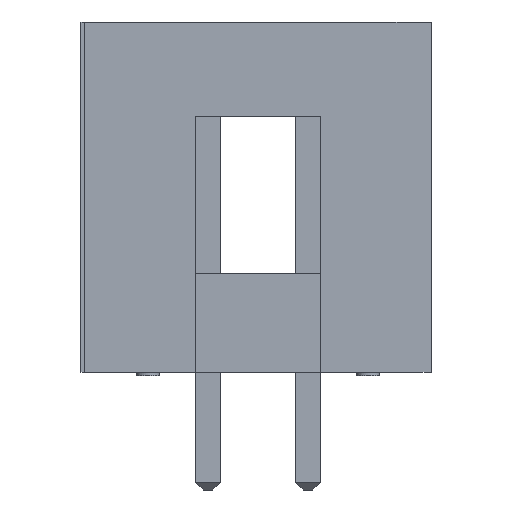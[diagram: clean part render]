
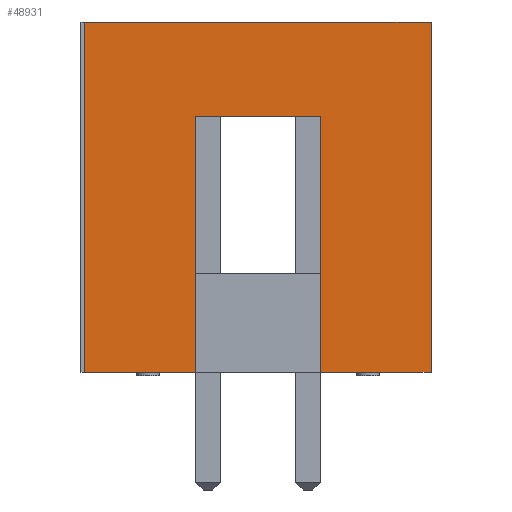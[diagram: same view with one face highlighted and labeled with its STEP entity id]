
A CAD part, left-side view. The second image highlights one B-rep face of the part: STEP entity #48931.
In plain terms, the highlighted planar face has unit normal (-1, 0, 0).
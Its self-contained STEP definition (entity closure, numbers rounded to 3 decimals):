
#48931 = ADVANCED_FACE('',(#48932),#48946,.T.);
#48932 = FACE_BOUND('',#48933,.T.);
#48933 = EDGE_LOOP('',(#48934,#48969,#48997,#49025,#49053,#49076,#49104,
    #49132));
#48934 = ORIENTED_EDGE('',*,*,#48935,.F.);
#48935 = EDGE_CURVE('',#48936,#48938,#48940,.T.);
#48936 = VERTEX_POINT('',#48937);
#48937 = CARTESIAN_POINT('',(-5.03,-4.4,0.));
#48938 = VERTEX_POINT('',#48939);
#48939 = CARTESIAN_POINT('',(-5.03,-1.6,0.));
#48940 = SURFACE_CURVE('',#48941,(#48945,#48957),.PCURVE_S1.);
#48941 = LINE('',#48942,#48943);
#48942 = CARTESIAN_POINT('',(-5.03,-4.4,0.));
#48943 = VECTOR('',#48944,1.);
#48944 = DIRECTION('',(0.,1.,0.));
#48945 = PCURVE('',#48946,#48951);
#48946 = PLANE('',#48947);
#48947 = AXIS2_PLACEMENT_3D('',#48948,#48949,#48950);
#48948 = CARTESIAN_POINT('',(-5.03,-4.4,0.));
#48949 = DIRECTION('',(-1.,0.,0.));
#48950 = DIRECTION('',(0.,1.,0.));
#48951 = DEFINITIONAL_REPRESENTATION('',(#48952),#48956);
#48952 = LINE('',#48953,#48954);
#48953 = CARTESIAN_POINT('',(0.,0.));
#48954 = VECTOR('',#48955,1.);
#48955 = DIRECTION('',(1.,0.));
#48956 = ( GEOMETRIC_REPRESENTATION_CONTEXT(2) 
PARAMETRIC_REPRESENTATION_CONTEXT() REPRESENTATION_CONTEXT('2D SPACE',''
  ) );
#48957 = PCURVE('',#48958,#48963);
#48958 = PLANE('',#48959);
#48959 = AXIS2_PLACEMENT_3D('',#48960,#48961,#48962);
#48960 = CARTESIAN_POINT('',(-5.03,4.4,0.));
#48961 = DIRECTION('',(0.,0.,1.));
#48962 = DIRECTION('',(1.,0.,0.));
#48963 = DEFINITIONAL_REPRESENTATION('',(#48964),#48968);
#48964 = LINE('',#48965,#48966);
#48965 = CARTESIAN_POINT('',(0.,-8.8));
#48966 = VECTOR('',#48967,1.);
#48967 = DIRECTION('',(0.,1.));
#48968 = ( GEOMETRIC_REPRESENTATION_CONTEXT(2) 
PARAMETRIC_REPRESENTATION_CONTEXT() REPRESENTATION_CONTEXT('2D SPACE',''
  ) );
#48969 = ORIENTED_EDGE('',*,*,#48970,.T.);
#48970 = EDGE_CURVE('',#48936,#48971,#48973,.T.);
#48971 = VERTEX_POINT('',#48972);
#48972 = CARTESIAN_POINT('',(-5.03,-4.4,8.9));
#48973 = SURFACE_CURVE('',#48974,(#48978,#48985),.PCURVE_S1.);
#48974 = LINE('',#48975,#48976);
#48975 = CARTESIAN_POINT('',(-5.03,-4.4,0.));
#48976 = VECTOR('',#48977,1.);
#48977 = DIRECTION('',(0.,0.,1.));
#48978 = PCURVE('',#48946,#48979);
#48979 = DEFINITIONAL_REPRESENTATION('',(#48980),#48984);
#48980 = LINE('',#48981,#48982);
#48981 = CARTESIAN_POINT('',(0.,0.));
#48982 = VECTOR('',#48983,1.);
#48983 = DIRECTION('',(0.,-1.));
#48984 = ( GEOMETRIC_REPRESENTATION_CONTEXT(2) 
PARAMETRIC_REPRESENTATION_CONTEXT() REPRESENTATION_CONTEXT('2D SPACE',''
  ) );
#48985 = PCURVE('',#48986,#48991);
#48986 = PLANE('',#48987);
#48987 = AXIS2_PLACEMENT_3D('',#48988,#48989,#48990);
#48988 = CARTESIAN_POINT('',(66.09,-4.4,0.));
#48989 = DIRECTION('',(0.,-1.,0.));
#48990 = DIRECTION('',(-1.,0.,0.));
#48991 = DEFINITIONAL_REPRESENTATION('',(#48992),#48996);
#48992 = LINE('',#48993,#48994);
#48993 = CARTESIAN_POINT('',(71.12,0.));
#48994 = VECTOR('',#48995,1.);
#48995 = DIRECTION('',(0.,-1.));
#48996 = ( GEOMETRIC_REPRESENTATION_CONTEXT(2) 
PARAMETRIC_REPRESENTATION_CONTEXT() REPRESENTATION_CONTEXT('2D SPACE',''
  ) );
#48997 = ORIENTED_EDGE('',*,*,#48998,.T.);
#48998 = EDGE_CURVE('',#48971,#48999,#49001,.T.);
#48999 = VERTEX_POINT('',#49000);
#49000 = CARTESIAN_POINT('',(-5.03,4.4,8.9));
#49001 = SURFACE_CURVE('',#49002,(#49006,#49013),.PCURVE_S1.);
#49002 = LINE('',#49003,#49004);
#49003 = CARTESIAN_POINT('',(-5.03,-4.4,8.9));
#49004 = VECTOR('',#49005,1.);
#49005 = DIRECTION('',(0.,1.,0.));
#49006 = PCURVE('',#48946,#49007);
#49007 = DEFINITIONAL_REPRESENTATION('',(#49008),#49012);
#49008 = LINE('',#49009,#49010);
#49009 = CARTESIAN_POINT('',(0.,-8.9));
#49010 = VECTOR('',#49011,1.);
#49011 = DIRECTION('',(1.,0.));
#49012 = ( GEOMETRIC_REPRESENTATION_CONTEXT(2) 
PARAMETRIC_REPRESENTATION_CONTEXT() REPRESENTATION_CONTEXT('2D SPACE',''
  ) );
#49013 = PCURVE('',#49014,#49019);
#49014 = PLANE('',#49015);
#49015 = AXIS2_PLACEMENT_3D('',#49016,#49017,#49018);
#49016 = CARTESIAN_POINT('',(-5.03,4.4,8.9));
#49017 = DIRECTION('',(0.,0.,1.));
#49018 = DIRECTION('',(1.,0.,0.));
#49019 = DEFINITIONAL_REPRESENTATION('',(#49020),#49024);
#49020 = LINE('',#49021,#49022);
#49021 = CARTESIAN_POINT('',(0.,-8.8));
#49022 = VECTOR('',#49023,1.);
#49023 = DIRECTION('',(0.,1.));
#49024 = ( GEOMETRIC_REPRESENTATION_CONTEXT(2) 
PARAMETRIC_REPRESENTATION_CONTEXT() REPRESENTATION_CONTEXT('2D SPACE',''
  ) );
#49025 = ORIENTED_EDGE('',*,*,#49026,.F.);
#49026 = EDGE_CURVE('',#49027,#48999,#49029,.T.);
#49027 = VERTEX_POINT('',#49028);
#49028 = CARTESIAN_POINT('',(-5.03,4.4,0.));
#49029 = SURFACE_CURVE('',#49030,(#49034,#49041),.PCURVE_S1.);
#49030 = LINE('',#49031,#49032);
#49031 = CARTESIAN_POINT('',(-5.03,4.4,0.));
#49032 = VECTOR('',#49033,1.);
#49033 = DIRECTION('',(0.,0.,1.));
#49034 = PCURVE('',#48946,#49035);
#49035 = DEFINITIONAL_REPRESENTATION('',(#49036),#49040);
#49036 = LINE('',#49037,#49038);
#49037 = CARTESIAN_POINT('',(8.8,0.));
#49038 = VECTOR('',#49039,1.);
#49039 = DIRECTION('',(0.,-1.));
#49040 = ( GEOMETRIC_REPRESENTATION_CONTEXT(2) 
PARAMETRIC_REPRESENTATION_CONTEXT() REPRESENTATION_CONTEXT('2D SPACE',''
  ) );
#49041 = PCURVE('',#49042,#49047);
#49042 = PLANE('',#49043);
#49043 = AXIS2_PLACEMENT_3D('',#49044,#49045,#49046);
#49044 = CARTESIAN_POINT('',(-5.03,4.4,0.));
#49045 = DIRECTION('',(0.,1.,0.));
#49046 = DIRECTION('',(1.,0.,0.));
#49047 = DEFINITIONAL_REPRESENTATION('',(#49048),#49052);
#49048 = LINE('',#49049,#49050);
#49049 = CARTESIAN_POINT('',(0.,0.));
#49050 = VECTOR('',#49051,1.);
#49051 = DIRECTION('',(0.,-1.));
#49052 = ( GEOMETRIC_REPRESENTATION_CONTEXT(2) 
PARAMETRIC_REPRESENTATION_CONTEXT() REPRESENTATION_CONTEXT('2D SPACE',''
  ) );
#49053 = ORIENTED_EDGE('',*,*,#49054,.F.);
#49054 = EDGE_CURVE('',#49055,#49027,#49057,.T.);
#49055 = VERTEX_POINT('',#49056);
#49056 = CARTESIAN_POINT('',(-5.03,1.6,0.));
#49057 = SURFACE_CURVE('',#49058,(#49062,#49069),.PCURVE_S1.);
#49058 = LINE('',#49059,#49060);
#49059 = CARTESIAN_POINT('',(-5.03,-4.4,0.));
#49060 = VECTOR('',#49061,1.);
#49061 = DIRECTION('',(0.,1.,0.));
#49062 = PCURVE('',#48946,#49063);
#49063 = DEFINITIONAL_REPRESENTATION('',(#49064),#49068);
#49064 = LINE('',#49065,#49066);
#49065 = CARTESIAN_POINT('',(0.,0.));
#49066 = VECTOR('',#49067,1.);
#49067 = DIRECTION('',(1.,0.));
#49068 = ( GEOMETRIC_REPRESENTATION_CONTEXT(2) 
PARAMETRIC_REPRESENTATION_CONTEXT() REPRESENTATION_CONTEXT('2D SPACE',''
  ) );
#49069 = PCURVE('',#48958,#49070);
#49070 = DEFINITIONAL_REPRESENTATION('',(#49071),#49075);
#49071 = LINE('',#49072,#49073);
#49072 = CARTESIAN_POINT('',(0.,-8.8));
#49073 = VECTOR('',#49074,1.);
#49074 = DIRECTION('',(0.,1.));
#49075 = ( GEOMETRIC_REPRESENTATION_CONTEXT(2) 
PARAMETRIC_REPRESENTATION_CONTEXT() REPRESENTATION_CONTEXT('2D SPACE',''
  ) );
#49076 = ORIENTED_EDGE('',*,*,#49077,.T.);
#49077 = EDGE_CURVE('',#49055,#49078,#49080,.T.);
#49078 = VERTEX_POINT('',#49079);
#49079 = CARTESIAN_POINT('',(-5.03,1.6,6.5));
#49080 = SURFACE_CURVE('',#49081,(#49085,#49092),.PCURVE_S1.);
#49081 = LINE('',#49082,#49083);
#49082 = CARTESIAN_POINT('',(-5.03,1.6,-1.5));
#49083 = VECTOR('',#49084,1.);
#49084 = DIRECTION('',(0.,0.,1.));
#49085 = PCURVE('',#48946,#49086);
#49086 = DEFINITIONAL_REPRESENTATION('',(#49087),#49091);
#49087 = LINE('',#49088,#49089);
#49088 = CARTESIAN_POINT('',(6.,1.5));
#49089 = VECTOR('',#49090,1.);
#49090 = DIRECTION('',(0.,-1.));
#49091 = ( GEOMETRIC_REPRESENTATION_CONTEXT(2) 
PARAMETRIC_REPRESENTATION_CONTEXT() REPRESENTATION_CONTEXT('2D SPACE',''
  ) );
#49092 = PCURVE('',#49093,#49098);
#49093 = PLANE('',#49094);
#49094 = AXIS2_PLACEMENT_3D('',#49095,#49096,#49097);
#49095 = CARTESIAN_POINT('',(-5.03,1.6,-1.5));
#49096 = DIRECTION('',(0.,-1.,0.));
#49097 = DIRECTION('',(0.,0.,1.));
#49098 = DEFINITIONAL_REPRESENTATION('',(#49099),#49103);
#49099 = LINE('',#49100,#49101);
#49100 = CARTESIAN_POINT('',(0.,0.));
#49101 = VECTOR('',#49102,1.);
#49102 = DIRECTION('',(1.,0.));
#49103 = ( GEOMETRIC_REPRESENTATION_CONTEXT(2) 
PARAMETRIC_REPRESENTATION_CONTEXT() REPRESENTATION_CONTEXT('2D SPACE',''
  ) );
#49104 = ORIENTED_EDGE('',*,*,#49105,.T.);
#49105 = EDGE_CURVE('',#49078,#49106,#49108,.T.);
#49106 = VERTEX_POINT('',#49107);
#49107 = CARTESIAN_POINT('',(-5.03,-1.6,6.5));
#49108 = SURFACE_CURVE('',#49109,(#49113,#49120),.PCURVE_S1.);
#49109 = LINE('',#49110,#49111);
#49110 = CARTESIAN_POINT('',(-5.03,1.6,6.5));
#49111 = VECTOR('',#49112,1.);
#49112 = DIRECTION('',(0.,-1.,0.));
#49113 = PCURVE('',#48946,#49114);
#49114 = DEFINITIONAL_REPRESENTATION('',(#49115),#49119);
#49115 = LINE('',#49116,#49117);
#49116 = CARTESIAN_POINT('',(6.,-6.5));
#49117 = VECTOR('',#49118,1.);
#49118 = DIRECTION('',(-1.,0.));
#49119 = ( GEOMETRIC_REPRESENTATION_CONTEXT(2) 
PARAMETRIC_REPRESENTATION_CONTEXT() REPRESENTATION_CONTEXT('2D SPACE',''
  ) );
#49120 = PCURVE('',#49121,#49126);
#49121 = PLANE('',#49122);
#49122 = AXIS2_PLACEMENT_3D('',#49123,#49124,#49125);
#49123 = CARTESIAN_POINT('',(-5.03,1.6,6.5));
#49124 = DIRECTION('',(0.,0.,-1.));
#49125 = DIRECTION('',(0.,-1.,0.));
#49126 = DEFINITIONAL_REPRESENTATION('',(#49127),#49131);
#49127 = LINE('',#49128,#49129);
#49128 = CARTESIAN_POINT('',(0.,-0.));
#49129 = VECTOR('',#49130,1.);
#49130 = DIRECTION('',(1.,0.));
#49131 = ( GEOMETRIC_REPRESENTATION_CONTEXT(2) 
PARAMETRIC_REPRESENTATION_CONTEXT() REPRESENTATION_CONTEXT('2D SPACE',''
  ) );
#49132 = ORIENTED_EDGE('',*,*,#49133,.T.);
#49133 = EDGE_CURVE('',#49106,#48938,#49134,.T.);
#49134 = SURFACE_CURVE('',#49135,(#49139,#49146),.PCURVE_S1.);
#49135 = LINE('',#49136,#49137);
#49136 = CARTESIAN_POINT('',(-5.03,-1.6,6.5));
#49137 = VECTOR('',#49138,1.);
#49138 = DIRECTION('',(0.,0.,-1.));
#49139 = PCURVE('',#48946,#49140);
#49140 = DEFINITIONAL_REPRESENTATION('',(#49141),#49145);
#49141 = LINE('',#49142,#49143);
#49142 = CARTESIAN_POINT('',(2.8,-6.5));
#49143 = VECTOR('',#49144,1.);
#49144 = DIRECTION('',(0.,1.));
#49145 = ( GEOMETRIC_REPRESENTATION_CONTEXT(2) 
PARAMETRIC_REPRESENTATION_CONTEXT() REPRESENTATION_CONTEXT('2D SPACE',''
  ) );
#49146 = PCURVE('',#49147,#49152);
#49147 = PLANE('',#49148);
#49148 = AXIS2_PLACEMENT_3D('',#49149,#49150,#49151);
#49149 = CARTESIAN_POINT('',(-5.03,-1.6,6.5));
#49150 = DIRECTION('',(0.,1.,0.));
#49151 = DIRECTION('',(0.,0.,-1.));
#49152 = DEFINITIONAL_REPRESENTATION('',(#49153),#49157);
#49153 = LINE('',#49154,#49155);
#49154 = CARTESIAN_POINT('',(0.,0.));
#49155 = VECTOR('',#49156,1.);
#49156 = DIRECTION('',(1.,0.));
#49157 = ( GEOMETRIC_REPRESENTATION_CONTEXT(2) 
PARAMETRIC_REPRESENTATION_CONTEXT() REPRESENTATION_CONTEXT('2D SPACE',''
  ) );
